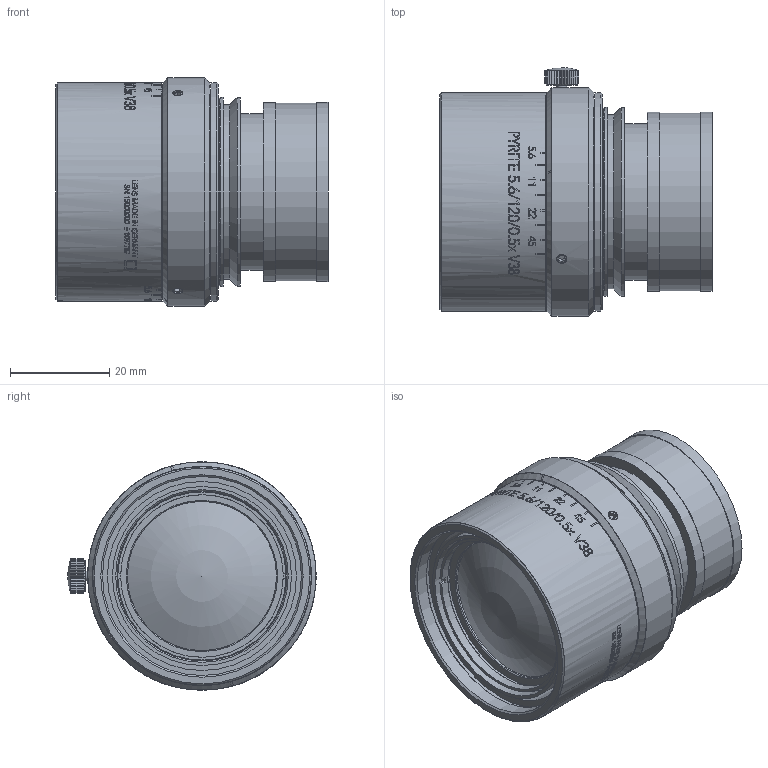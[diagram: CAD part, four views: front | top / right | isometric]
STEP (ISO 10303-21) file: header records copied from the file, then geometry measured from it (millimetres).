
FILE_DESCRIPTION(/* description */ (''),/* implementation_level */ '2;1');
FILE_NAME(/* name */ '1097787_00155144_002.stp',/* time_stamp */ '2021-11-09T13:02:01+01:00',/* author */ (''),/* organization */ (''),/* preprocessor_version */ 'ST-DEVELOPER v16',/* originating_system */ 'SIEMENS PLM Software NX 10.0',/* authorisation */ '');
FILE_SCHEMA (('AP203_CONFIGURATION_CONTROLLED_3D_DESIGN_OF_MECHANICAL_PARTS_AND_ASSEMBLIES_MIM_LF { 1 0 10303 403 2 1 2}'));
Length unit declared in the file: millimetre
Products named in the file (1): Froe55243C83am1t
Bounding box: 54.7 x 50 x 46 mm (x, y, z)
Volume: 61250.7 mm3; surface area: 20411.3 mm2
Topology: 1 solids, 3 shells, 337 faces, 1267 edges, 1082 vertices
Faces by surface type: cylinder 181, plane 126, cone 26, sphere 3, torus 1
Full cylindrical faces by diameter (mm): 2 x1, 2.05 x3, 29.84 x1, 30 x2, 31.5 x1, 32.7 x2, 33 x1, 33.5 x2, 33.8 x2, 33.9 x1, 34.6 x1, 34.7 x1, 35 x1, 35.7 x1, 36 x3, 38 x3, 39.5 x1, 40 x1, 40.7 x1, 44 x3, 46 x1
Entity records: 15892 total; most frequent: CARTESIAN_POINT 6461, ORIENTED_EDGE 2333, EDGE_CURVE 1187, DIRECTION 1176, VERTEX_POINT 1062, B_SPLINE_CURVE_WITH_KNOTS 833, EDGE_LOOP 546, AXIS2_PLACEMENT_3D 522
